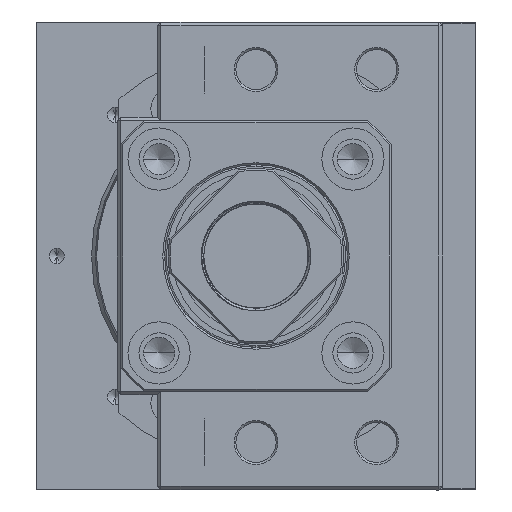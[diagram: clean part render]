
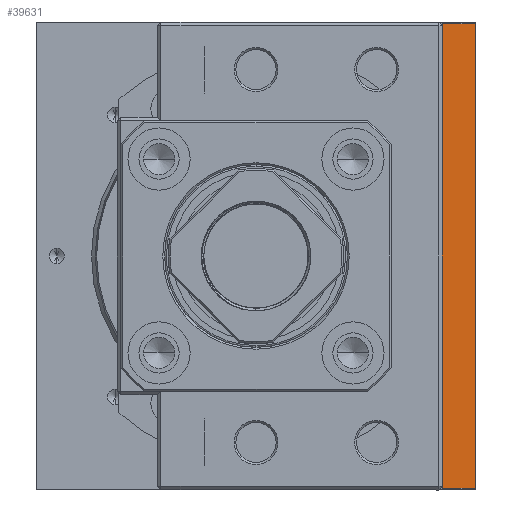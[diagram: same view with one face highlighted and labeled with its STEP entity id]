
A CAD part, left-side view. The second image highlights one B-rep face of the part: STEP entity #39631.
In plain terms, the highlighted face is planar.
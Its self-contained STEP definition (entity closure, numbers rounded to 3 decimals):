
#449 = VECTOR ( 'NONE', #22059, 1000. ) ;
#1681 = LINE ( 'NONE', #12579, #18309 ) ;
#1995 = VERTEX_POINT ( 'NONE', #41400 ) ;
#4777 = FACE_OUTER_BOUND ( 'NONE', #6015, .T. ) ;
#5265 = DIRECTION ( 'NONE',  ( 0., 0., -1. ) ) ;
#6015 = EDGE_LOOP ( 'NONE', ( #31595, #22327, #16850, #19710 ) ) ;
#8164 = DIRECTION ( 'NONE',  ( -1., 0., 0. ) ) ;
#8652 = CARTESIAN_POINT ( 'NONE',  ( -63.5, 9., 22.5 ) ) ;
#8873 = PLANE ( 'NONE',  #46776 ) ;
#12579 = CARTESIAN_POINT ( 'NONE',  ( -63.5, 9., 22.5 ) ) ;
#12799 = DIRECTION ( 'NONE',  ( 0., -1., 0. ) ) ;
#15571 = EDGE_CURVE ( 'NONE', #45358, #47675, #33267, .T. ) ;
#16850 = ORIENTED_EDGE ( 'NONE', *, *, #15571, .F. ) ;
#17290 = LINE ( 'NONE', #43009, #39443 ) ;
#18309 = VECTOR ( 'NONE', #12799, 1000. ) ;
#18852 = CARTESIAN_POINT ( 'NONE',  ( -63.5, 9., 22.5 ) ) ;
#19293 = EDGE_CURVE ( 'NONE', #41094, #1995, #17290, .T. ) ;
#19710 = ORIENTED_EDGE ( 'NONE', *, *, #29744, .T. ) ;
#20914 = DIRECTION ( 'NONE',  ( 1., 0., 0. ) ) ;
#21579 = EDGE_CURVE ( 'NONE', #47675, #1995, #40356, .T. ) ;
#22059 = DIRECTION ( 'NONE',  ( 1., 0., 0. ) ) ;
#22291 = CARTESIAN_POINT ( 'NONE',  ( 63.5, 9., 22.5 ) ) ;
#22316 = CARTESIAN_POINT ( 'NONE',  ( -63.5, 9., 22.5 ) ) ;
#22327 = ORIENTED_EDGE ( 'NONE', *, *, #21579, .F. ) ;
#28761 = CARTESIAN_POINT ( 'NONE',  ( -63.5, 0., 22.5 ) ) ;
#29456 = DIRECTION ( 'NONE',  ( 0., -1., 0. ) ) ;
#29744 = EDGE_CURVE ( 'NONE', #45358, #41094, #1681, .T. ) ;
#31595 = ORIENTED_EDGE ( 'NONE', *, *, #19293, .T. ) ;
#33267 = LINE ( 'NONE', #22316, #449 ) ;
#36482 = CARTESIAN_POINT ( 'NONE',  ( 63.5, 9., 22.5 ) ) ;
#39443 = VECTOR ( 'NONE', #20914, 1000. ) ;
#39631 = ADVANCED_FACE ( 'NONE', ( #4777 ), #8873, .F. ) ;
#40356 = LINE ( 'NONE', #36482, #45000 ) ;
#41094 = VERTEX_POINT ( 'NONE', #28761 ) ;
#41400 = CARTESIAN_POINT ( 'NONE',  ( 63.5, 0., 22.5 ) ) ;
#43009 = CARTESIAN_POINT ( 'NONE',  ( -63.5, 0., 22.5 ) ) ;
#45000 = VECTOR ( 'NONE', #29456, 1000. ) ;
#45358 = VERTEX_POINT ( 'NONE', #18852 ) ;
#46776 = AXIS2_PLACEMENT_3D ( 'NONE', #8652, #5265, #8164 ) ;
#47675 = VERTEX_POINT ( 'NONE', #22291 ) ;
